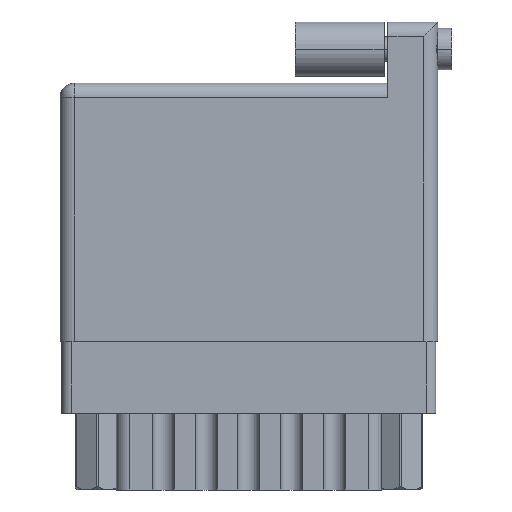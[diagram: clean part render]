
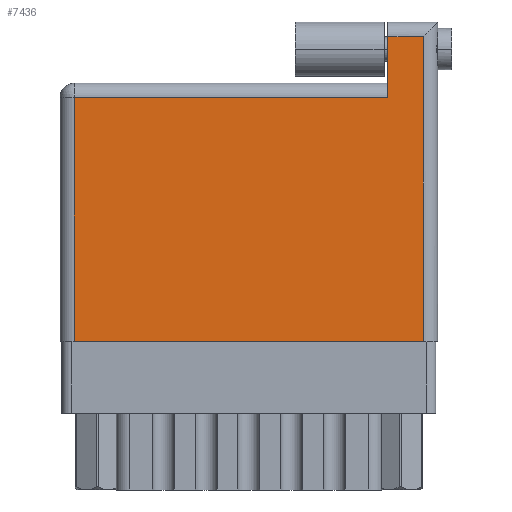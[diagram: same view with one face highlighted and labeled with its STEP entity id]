
A CAD part, front view. The second image highlights one B-rep face of the part: STEP entity #7436.
In plain terms, the highlighted face is planar.
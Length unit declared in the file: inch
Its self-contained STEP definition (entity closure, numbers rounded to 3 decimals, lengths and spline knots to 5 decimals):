
#54 = CARTESIAN_POINT ( 'NONE',  ( 1.15, 1.07, 0. ) ) ;
#383 = LINE ( 'NONE', #26776, #17483 ) ;
#564 = CARTESIAN_POINT ( 'NONE',  ( 1.275, 0., 0. ) ) ;
#1168 = CARTESIAN_POINT ( 'NONE',  ( 0., 0., 0. ) ) ;
#2032 = PLANE ( 'NONE',  #8278 ) ;
#2118 = VECTOR ( 'NONE', #24818, 39.37008 ) ;
#2682 = VERTEX_POINT ( 'NONE', #12137 ) ;
#2992 = ORIENTED_EDGE ( 'NONE', *, *, #6489, .T. ) ;
#3154 = EDGE_CURVE ( 'NONE', #3518, #16639, #12146, .T. ) ;
#3270 = VECTOR ( 'NONE', #31645, 39.37008 ) ;
#3518 = VERTEX_POINT ( 'NONE', #28412 ) ;
#4661 = DIRECTION ( 'NONE',  ( 0., -1., 0. ) ) ;
#4898 = DIRECTION ( 'NONE',  ( 0., 0., -1. ) ) ;
#5413 = EDGE_CURVE ( 'NONE', #2682, #13250, #6154, .T. ) ;
#6154 = LINE ( 'NONE', #18024, #20008 ) ;
#6489 = EDGE_CURVE ( 'NONE', #16639, #30787, #7705, .T. ) ;
#7066 = LINE ( 'NONE', #26577, #26713 ) ;
#7436 = ADVANCED_FACE ( 'NONE', ( #31612 ), #2032, .F. ) ;
#7705 = LINE ( 'NONE', #9190, #2118 ) ;
#7838 = EDGE_CURVE ( 'NONE', #30787, #15457, #15728, .T. ) ;
#7962 = CARTESIAN_POINT ( 'NONE',  ( 0.05, 0.856, 0. ) ) ;
#8278 = AXIS2_PLACEMENT_3D ( 'NONE', #31299, #4898, #9398 ) ;
#9157 = ORIENTED_EDGE ( 'NONE', *, *, #3154, .T. ) ;
#9190 = CARTESIAN_POINT ( 'NONE',  ( 0.05, 0., 0. ) ) ;
#9398 = DIRECTION ( 'NONE',  ( -1., 0., 0. ) ) ;
#10866 = VECTOR ( 'NONE', #10929, 39.37008 ) ;
#10929 = DIRECTION ( 'NONE',  ( 1., 0., 0. ) ) ;
#11381 = EDGE_CURVE ( 'NONE', #13250, #3518, #7066, .T. ) ;
#12137 = CARTESIAN_POINT ( 'NONE',  ( 1.275, 1.07, 0. ) ) ;
#12146 = LINE ( 'NONE', #24303, #3270 ) ;
#13007 = ORIENTED_EDGE ( 'NONE', *, *, #15242, .T. ) ;
#13250 = VERTEX_POINT ( 'NONE', #54 ) ;
#15242 = EDGE_CURVE ( 'NONE', #15457, #2682, #383, .T. ) ;
#15457 = VERTEX_POINT ( 'NONE', #564 ) ;
#15728 = LINE ( 'NONE', #1168, #10866 ) ;
#16639 = VERTEX_POINT ( 'NONE', #7962 ) ;
#16929 = ORIENTED_EDGE ( 'NONE', *, *, #5413, .T. ) ;
#17388 = ORIENTED_EDGE ( 'NONE', *, *, #11381, .T. ) ;
#17483 = VECTOR ( 'NONE', #26461, 39.37008 ) ;
#17552 = ORIENTED_EDGE ( 'NONE', *, *, #7838, .T. ) ;
#18024 = CARTESIAN_POINT ( 'NONE',  ( 0., 1.07, 0. ) ) ;
#20008 = VECTOR ( 'NONE', #30619, 39.37008 ) ;
#21671 = CARTESIAN_POINT ( 'NONE',  ( 0.05, 0., 0. ) ) ;
#24303 = CARTESIAN_POINT ( 'NONE',  ( 0., 0.856, 0. ) ) ;
#24561 = EDGE_LOOP ( 'NONE', ( #17552, #13007, #16929, #17388, #9157, #2992 ) ) ;
#24818 = DIRECTION ( 'NONE',  ( 0., -1., 0. ) ) ;
#26461 = DIRECTION ( 'NONE',  ( 0., 1., 0. ) ) ;
#26577 = CARTESIAN_POINT ( 'NONE',  ( 1.15, 1.12, 0. ) ) ;
#26713 = VECTOR ( 'NONE', #4661, 39.37008 ) ;
#26776 = CARTESIAN_POINT ( 'NONE',  ( 1.275, 1.12, 0. ) ) ;
#28412 = CARTESIAN_POINT ( 'NONE',  ( 1.15, 0.856, 0. ) ) ;
#30619 = DIRECTION ( 'NONE',  ( -1., 0., 0. ) ) ;
#30787 = VERTEX_POINT ( 'NONE', #21671 ) ;
#31299 = CARTESIAN_POINT ( 'NONE',  ( 0., 0.906, 0. ) ) ;
#31612 = FACE_OUTER_BOUND ( 'NONE', #24561, .T. ) ;
#31645 = DIRECTION ( 'NONE',  ( -1., 0., 0. ) ) ;
